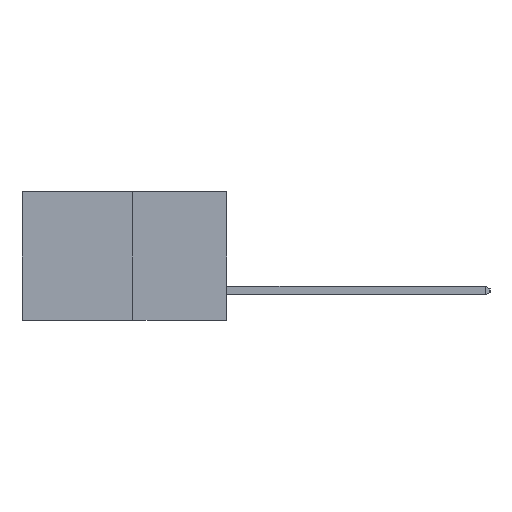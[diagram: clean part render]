
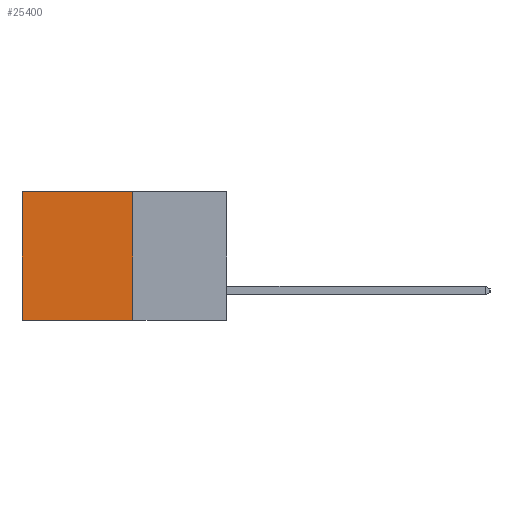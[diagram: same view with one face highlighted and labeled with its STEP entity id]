
A CAD part, left-side view. The second image highlights one B-rep face of the part: STEP entity #25400.
In plain terms, the highlighted planar face has unit normal (-1, 0, 0).
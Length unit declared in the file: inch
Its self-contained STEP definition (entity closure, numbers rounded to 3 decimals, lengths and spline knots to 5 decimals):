
#1016 = FACE_OUTER_BOUND ( 'NONE', #24439, .T. ) ;
#1233 = DIRECTION ( 'NONE',  ( 0., 0., -1. ) ) ;
#2087 = DIRECTION ( 'NONE',  ( 0., 0., -1. ) ) ;
#3759 = ORIENTED_EDGE ( 'NONE', *, *, #30931, .F. ) ;
#5964 = PLANE ( 'NONE',  #19468 ) ;
#8665 = ORIENTED_EDGE ( 'NONE', *, *, #18602, .T. ) ;
#10004 = VECTOR ( 'NONE', #2087, 39.37008 ) ;
#10792 = VERTEX_POINT ( 'NONE', #13494 ) ;
#10863 = CARTESIAN_POINT ( 'NONE',  ( 0.277, 0.27, -0.37 ) ) ;
#12853 = LINE ( 'NONE', #30224, #17783 ) ;
#13299 = LINE ( 'NONE', #25336, #25421 ) ;
#13312 = DIRECTION ( 'NONE',  ( 0., 0., -1. ) ) ;
#13494 = CARTESIAN_POINT ( 'NONE',  ( 0.277, 0.59, 0. ) ) ;
#14835 = ORIENTED_EDGE ( 'NONE', *, *, #20415, .T. ) ;
#14957 = EDGE_CURVE ( 'NONE', #31379, #24162, #29962, .T. ) ;
#17233 = VERTEX_POINT ( 'NONE', #25507 ) ;
#17776 = LINE ( 'NONE', #28200, #29744 ) ;
#17783 = VECTOR ( 'NONE', #1233, 39.37008 ) ;
#18602 = EDGE_CURVE ( 'NONE', #31379, #10792, #17776, .T. ) ;
#19033 = ORIENTED_EDGE ( 'NONE', *, *, #14957, .F. ) ;
#19468 = AXIS2_PLACEMENT_3D ( 'NONE', #10863, #27731, #13312 ) ;
#20415 = EDGE_CURVE ( 'NONE', #10792, #17233, #12853, .T. ) ;
#24162 = VERTEX_POINT ( 'NONE', #29714 ) ;
#24439 = EDGE_LOOP ( 'NONE', ( #14835, #3759, #19033, #8665 ) ) ;
#25336 = CARTESIAN_POINT ( 'NONE',  ( 0.277, 0.27, -0.37 ) ) ;
#25400 = ADVANCED_FACE ( 'NONE', ( #1016 ), #5964, .F. ) ;
#25421 = VECTOR ( 'NONE', #27687, 39.37008 ) ;
#25507 = CARTESIAN_POINT ( 'NONE',  ( 0.277, 0.59, -0.37 ) ) ;
#26526 = CARTESIAN_POINT ( 'NONE',  ( 0.277, 0.27, 0. ) ) ;
#27687 = DIRECTION ( 'NONE',  ( 0., 1., 0. ) ) ;
#27731 = DIRECTION ( 'NONE',  ( 1., 0., 0. ) ) ;
#28200 = CARTESIAN_POINT ( 'NONE',  ( 0.277, 0.27, 0. ) ) ;
#28641 = CARTESIAN_POINT ( 'NONE',  ( 0.277, 0.27, -0.37 ) ) ;
#29714 = CARTESIAN_POINT ( 'NONE',  ( 0.277, 0.27, -0.37 ) ) ;
#29744 = VECTOR ( 'NONE', #30620, 39.37008 ) ;
#29962 = LINE ( 'NONE', #28641, #10004 ) ;
#30224 = CARTESIAN_POINT ( 'NONE',  ( 0.277, 0.59, -0.37 ) ) ;
#30620 = DIRECTION ( 'NONE',  ( 0., 1., 0. ) ) ;
#30931 = EDGE_CURVE ( 'NONE', #24162, #17233, #13299, .T. ) ;
#31379 = VERTEX_POINT ( 'NONE', #26526 ) ;
